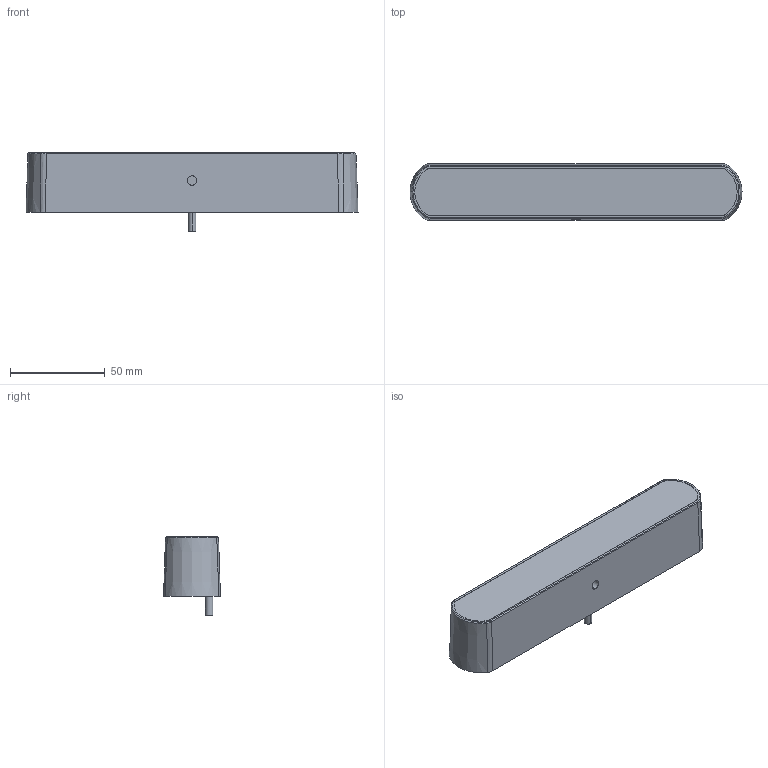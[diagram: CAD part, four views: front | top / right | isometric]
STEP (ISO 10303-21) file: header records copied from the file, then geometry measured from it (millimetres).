
FILE_DESCRIPTION(('FreeCAD Model'),'2;1');
FILE_NAME('zed.stp','2021-12-11T14:01:31',( 'Author'),(''),'Open CASCADE STEP processor 7.3','FreeCAD','Unknown' );
FILE_SCHEMA(('AUTOMOTIVE_DESIGN { 1 0 10303 214 1 1 1 1 }'));
Length unit declared in the file: millimetre
Products named in the file (1): ZED
Bounding box: 175 x 30 x 41.5 mm (x, y, z)
Volume: 153126.4 mm3; surface area: 22151.5 mm2
Topology: 2 solids, 2 shells, 47 faces, 336 edges, 968 vertices
Faces by surface type: cylinder 15, plane 15, bspline 12, cone 5
Entity records: 6632 total; most frequent: CARTESIAN_POINT 3196, DIRECTION 541, LINE 231, VECTOR 231, GEOMETRIC_CURVE_SET 225, ORIENTED_EDGE 224, PCURVE 224, DEFINITIONAL_REPRESENTATION 224
